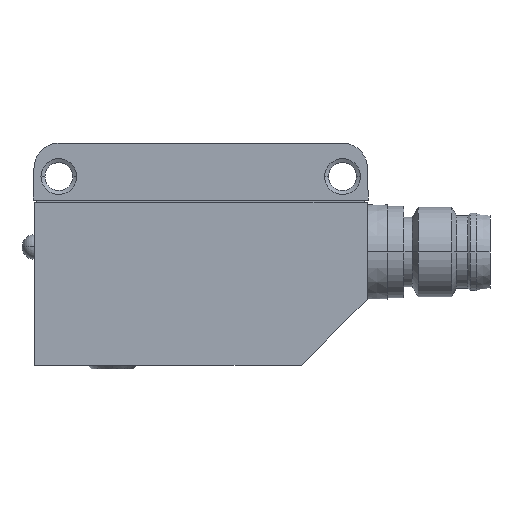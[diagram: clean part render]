
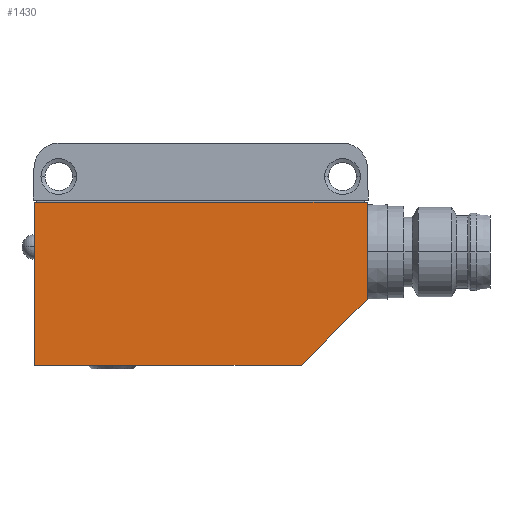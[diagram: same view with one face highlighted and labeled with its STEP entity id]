
A CAD part, left-side view. The second image highlights one B-rep face of the part: STEP entity #1430.
In plain terms, the highlighted planar face has unit normal (-1, 0, 0).
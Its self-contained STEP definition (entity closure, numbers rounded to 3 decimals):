
#960=CARTESIAN_POINT('',(-5.3,-15.288,-5.112));
#970=DIRECTION('',(1.,0.,0.));
#980=DIRECTION('',(0.,-1.,0.));
#990=AXIS2_PLACEMENT_3D('',#960,#970,#980);
#1000=PLANE('',#990);
#1010=CARTESIAN_POINT('',(-5.3,0.,-5.4));
#1020=DIRECTION('',(0.,1.,0.));
#1030=VECTOR('',#1020,1.);
#1040=LINE('',#1010,#1030);
#1050=CARTESIAN_POINT('',(-5.3,-14.9,-5.4));
#1060=VERTEX_POINT('',#1050);
#1070=CARTESIAN_POINT('',(-5.3,14.9,-5.4));
#1080=VERTEX_POINT('',#1070);
#1090=EDGE_CURVE('',#1060,#1080,#1040,.T.);
#1100=ORIENTED_EDGE('',*,*,#1090,.T.);
#1110=CARTESIAN_POINT('',(-5.3,-14.9,0.));
#1120=DIRECTION('',(-0.,-0.,1.));
#1130=VECTOR('',#1120,1.);
#1140=LINE('',#1110,#1130);
#1150=CARTESIAN_POINT('',(-5.3,-14.9,-14.1));
#1160=VERTEX_POINT('',#1150);
#1170=EDGE_CURVE('',#1160,#1060,#1140,.T.);
#1180=ORIENTED_EDGE('',*,*,#1170,.T.);
#1190=CARTESIAN_POINT('',(-5.3,0.,-29.));
#1200=DIRECTION('',(0.,-0.707,0.707));
#1210=VECTOR('',#1200,1.);
#1220=LINE('',#1190,#1210);
#1230=CARTESIAN_POINT('',(-5.3,-9.,-20.));
#1240=VERTEX_POINT('',#1230);
#1250=EDGE_CURVE('',#1240,#1160,#1220,.T.);
#1260=ORIENTED_EDGE('',*,*,#1250,.T.);
#1270=CARTESIAN_POINT('',(-5.3,0.,-20.));
#1280=DIRECTION('',(0.,-1.,-0.));
#1290=VECTOR('',#1280,1.);
#1300=LINE('',#1270,#1290);
#1310=CARTESIAN_POINT('',(-5.3,14.9,-20.));
#1320=VERTEX_POINT('',#1310);
#1330=EDGE_CURVE('',#1320,#1240,#1300,.T.);
#1340=ORIENTED_EDGE('',*,*,#1330,.T.);
#1350=CARTESIAN_POINT('',(-5.3,14.9,0.));
#1360=DIRECTION('',(0.,-0.,1.));
#1370=VECTOR('',#1360,1.);
#1380=LINE('',#1350,#1370);
#1390=EDGE_CURVE('',#1320,#1080,#1380,.T.);
#1400=ORIENTED_EDGE('',*,*,#1390,.F.);
#1410=EDGE_LOOP('',(#1400,#1340,#1260,#1180,#1100));
#1420=FACE_OUTER_BOUND('',#1410,.T.);
#1430=ADVANCED_FACE('',(#1420),#1000,.F.);
